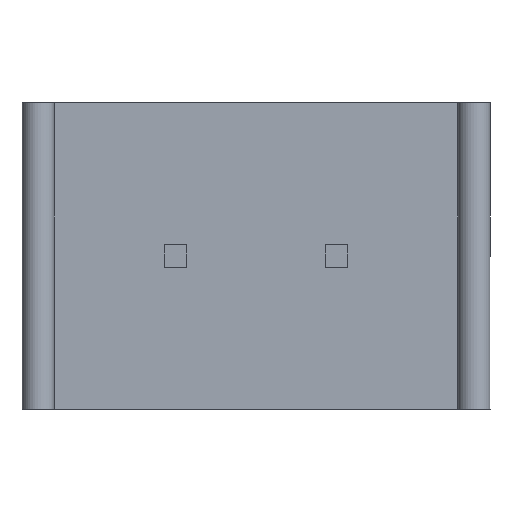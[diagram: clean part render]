
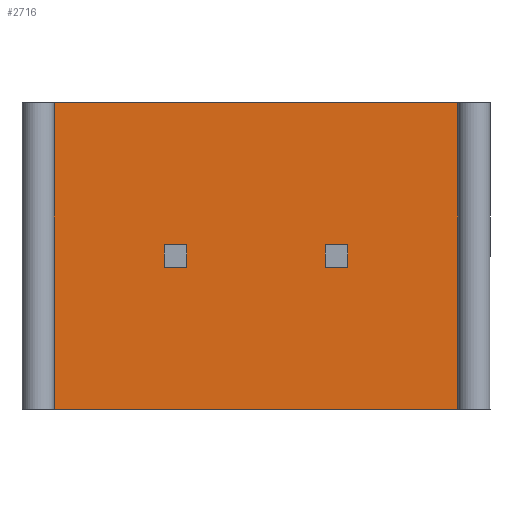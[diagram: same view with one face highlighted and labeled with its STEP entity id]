
A CAD part, front view. The second image highlights one B-rep face of the part: STEP entity #2716.
In plain terms, the highlighted planar face has unit normal (0, -1, 0).
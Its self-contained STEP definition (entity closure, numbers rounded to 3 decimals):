
#4 = EDGE_CURVE ( 'NONE', #1967, #1819, #1995, .T. ) ;
#38 = EDGE_CURVE ( 'NONE', #225, #1948, #529, .T. ) ;
#88 = ORIENTED_EDGE ( 'NONE', *, *, #1999, .T. ) ;
#127 = LINE ( 'NONE', #2126, #1169 ) ;
#166 = DIRECTION ( 'NONE',  ( 0., 0., 1. ) ) ;
#225 = VERTEX_POINT ( 'NONE', #670 ) ;
#316 = CARTESIAN_POINT ( 'NONE',  ( 13.5, 0., 0. ) ) ;
#320 = DIRECTION ( 'NONE',  ( 0., 0., 1. ) ) ;
#356 = VERTEX_POINT ( 'NONE', #1953 ) ;
#359 = CARTESIAN_POINT ( 'NONE',  ( 4.4, 0., 5.1 ) ) ;
#361 = EDGE_CURVE ( 'NONE', #356, #1967, #844, .T. ) ;
#375 = FACE_BOUND ( 'NONE', #2679, .T. ) ;
#378 = CARTESIAN_POINT ( 'NONE',  ( 5.1, 0., 4.4 ) ) ;
#380 = EDGE_CURVE ( 'NONE', #2109, #225, #1753, .T. ) ;
#417 = FACE_BOUND ( 'NONE', #1007, .T. ) ;
#470 = LINE ( 'NONE', #805, #2686 ) ;
#525 = ORIENTED_EDGE ( 'NONE', *, *, #2096, .F. ) ;
#529 = LINE ( 'NONE', #1788, #2654 ) ;
#534 = VERTEX_POINT ( 'NONE', #1828 ) ;
#544 = DIRECTION ( 'NONE',  ( 0., 0., 1. ) ) ;
#599 = DIRECTION ( 'NONE',  ( 0., 0., -1. ) ) ;
#602 = EDGE_CURVE ( 'NONE', #999, #2109, #1347, .T. ) ;
#670 = CARTESIAN_POINT ( 'NONE',  ( 4.4, 0., 4.4 ) ) ;
#674 = ORIENTED_EDGE ( 'NONE', *, *, #602, .F. ) ;
#719 = DIRECTION ( 'NONE',  ( 1., 0., 0. ) ) ;
#763 = ORIENTED_EDGE ( 'NONE', *, *, #2276, .T. ) ;
#772 = VERTEX_POINT ( 'NONE', #2265 ) ;
#805 = CARTESIAN_POINT ( 'NONE',  ( 9.4, 0., 4.4 ) ) ;
#838 = EDGE_CURVE ( 'NONE', #356, #2676, #868, .T. ) ;
#844 = LINE ( 'NONE', #2148, #2139 ) ;
#868 = LINE ( 'NONE', #2313, #2047 ) ;
#880 = DIRECTION ( 'NONE',  ( 1., 0., 0. ) ) ;
#914 = FACE_OUTER_BOUND ( 'NONE', #1525, .T. ) ;
#999 = VERTEX_POINT ( 'NONE', #2178 ) ;
#1007 = EDGE_LOOP ( 'NONE', ( #674, #525, #2488, #2138 ) ) ;
#1034 = EDGE_CURVE ( 'NONE', #534, #1498, #2339, .T. ) ;
#1115 = VECTOR ( 'NONE', #1580, 1000. ) ;
#1121 = DIRECTION ( 'NONE',  ( 0., 0., -1. ) ) ;
#1124 = VECTOR ( 'NONE', #1183, 1000. ) ;
#1169 = VECTOR ( 'NONE', #166, 1000. ) ;
#1183 = DIRECTION ( 'NONE',  ( 1., 0., 0. ) ) ;
#1186 = CARTESIAN_POINT ( 'NONE',  ( 13.5, 0., 9.5 ) ) ;
#1199 = VECTOR ( 'NONE', #1121, 1000. ) ;
#1200 = DIRECTION ( 'NONE',  ( -1., 0., 0. ) ) ;
#1212 = DIRECTION ( 'NONE',  ( -1., 0., 0. ) ) ;
#1276 = VERTEX_POINT ( 'NONE', #2746 ) ;
#1330 = ORIENTED_EDGE ( 'NONE', *, *, #838, .F. ) ;
#1347 = LINE ( 'NONE', #359, #1642 ) ;
#1352 = ORIENTED_EDGE ( 'NONE', *, *, #361, .T. ) ;
#1374 = PLANE ( 'NONE',  #1469 ) ;
#1422 = ORIENTED_EDGE ( 'NONE', *, *, #4, .T. ) ;
#1469 = AXIS2_PLACEMENT_3D ( 'NONE', #1588, #2006, #320 ) ;
#1483 = DIRECTION ( 'NONE',  ( 0., 0., 1. ) ) ;
#1498 = VERTEX_POINT ( 'NONE', #2098 ) ;
#1525 = EDGE_LOOP ( 'NONE', ( #1422, #2668, #1330, #1352 ) ) ;
#1554 = CARTESIAN_POINT ( 'NONE',  ( 4.4, 0., 4.4 ) ) ;
#1560 = VECTOR ( 'NONE', #599, 1000. ) ;
#1580 = DIRECTION ( 'NONE',  ( 1., 0., 0. ) ) ;
#1588 = CARTESIAN_POINT ( 'NONE',  ( 0., 0., 9.5 ) ) ;
#1611 = ORIENTED_EDGE ( 'NONE', *, *, #2103, .T. ) ;
#1642 = VECTOR ( 'NONE', #1212, 1000. ) ;
#1727 = VECTOR ( 'NONE', #1483, 1000. ) ;
#1753 = LINE ( 'NONE', #1554, #1199 ) ;
#1788 = CARTESIAN_POINT ( 'NONE',  ( 5.1, 0., 4.4 ) ) ;
#1802 = CARTESIAN_POINT ( 'NONE',  ( 1., 0., 9.5 ) ) ;
#1804 = CARTESIAN_POINT ( 'NONE',  ( 10.1, 0., 5.1 ) ) ;
#1819 = VERTEX_POINT ( 'NONE', #1186 ) ;
#1828 = CARTESIAN_POINT ( 'NONE',  ( 9.4, 0., 5.1 ) ) ;
#1948 = VERTEX_POINT ( 'NONE', #378 ) ;
#1953 = CARTESIAN_POINT ( 'NONE',  ( 1., 0., 0. ) ) ;
#1967 = VERTEX_POINT ( 'NONE', #2260 ) ;
#1995 = LINE ( 'NONE', #316, #2171 ) ;
#1999 = EDGE_CURVE ( 'NONE', #772, #1276, #470, .T. ) ;
#2006 = DIRECTION ( 'NONE',  ( 0., 1., 0. ) ) ;
#2047 = VECTOR ( 'NONE', #2100, 1000. ) ;
#2091 = CARTESIAN_POINT ( 'NONE',  ( 9.4, 0., 4.75 ) ) ;
#2096 = EDGE_CURVE ( 'NONE', #1948, #999, #127, .T. ) ;
#2098 = CARTESIAN_POINT ( 'NONE',  ( 10.1, 0., 5.1 ) ) ;
#2100 = DIRECTION ( 'NONE',  ( 0., 0., 1. ) ) ;
#2103 = EDGE_CURVE ( 'NONE', #1276, #534, #2451, .T. ) ;
#2104 = ORIENTED_EDGE ( 'NONE', *, *, #1034, .T. ) ;
#2106 = CARTESIAN_POINT ( 'NONE',  ( 4.4, 0., 5.1 ) ) ;
#2109 = VERTEX_POINT ( 'NONE', #2106 ) ;
#2126 = CARTESIAN_POINT ( 'NONE',  ( 5.1, 0., 4.75 ) ) ;
#2138 = ORIENTED_EDGE ( 'NONE', *, *, #380, .F. ) ;
#2139 = VECTOR ( 'NONE', #880, 1000. ) ;
#2148 = CARTESIAN_POINT ( 'NONE',  ( 0., 0., 0. ) ) ;
#2171 = VECTOR ( 'NONE', #544, 1000. ) ;
#2178 = CARTESIAN_POINT ( 'NONE',  ( 5.1, 0., 5.1 ) ) ;
#2212 = LINE ( 'NONE', #2460, #1115 ) ;
#2260 = CARTESIAN_POINT ( 'NONE',  ( 13.5, 0., 0. ) ) ;
#2265 = CARTESIAN_POINT ( 'NONE',  ( 10.1, 0., 4.4 ) ) ;
#2276 = EDGE_CURVE ( 'NONE', #1498, #772, #2566, .T. ) ;
#2313 = CARTESIAN_POINT ( 'NONE',  ( 1., 0., 0. ) ) ;
#2339 = LINE ( 'NONE', #1804, #1124 ) ;
#2377 = EDGE_CURVE ( 'NONE', #2676, #1819, #2212, .T. ) ;
#2451 = LINE ( 'NONE', #2091, #1727 ) ;
#2460 = CARTESIAN_POINT ( 'NONE',  ( 0., 0., 9.5 ) ) ;
#2488 = ORIENTED_EDGE ( 'NONE', *, *, #38, .F. ) ;
#2535 = CARTESIAN_POINT ( 'NONE',  ( 10.1, 0., 4.4 ) ) ;
#2566 = LINE ( 'NONE', #2535, #1560 ) ;
#2654 = VECTOR ( 'NONE', #719, 1000. ) ;
#2668 = ORIENTED_EDGE ( 'NONE', *, *, #2377, .F. ) ;
#2676 = VERTEX_POINT ( 'NONE', #1802 ) ;
#2679 = EDGE_LOOP ( 'NONE', ( #88, #1611, #2104, #763 ) ) ;
#2686 = VECTOR ( 'NONE', #1200, 1000. ) ;
#2716 = ADVANCED_FACE ( 'NONE', ( #375, #914, #417 ), #1374, .F. ) ;
#2746 = CARTESIAN_POINT ( 'NONE',  ( 9.4, 0., 4.4 ) ) ;
